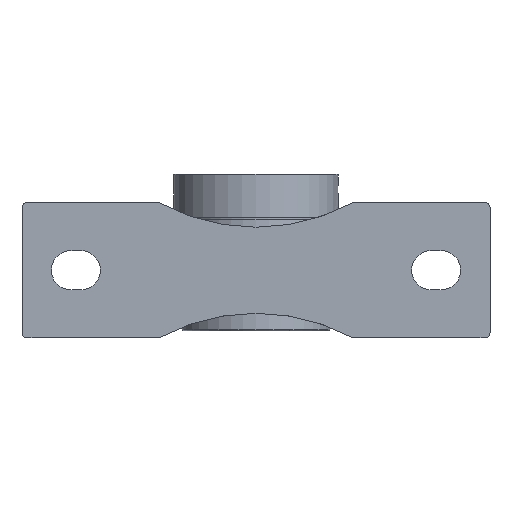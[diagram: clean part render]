
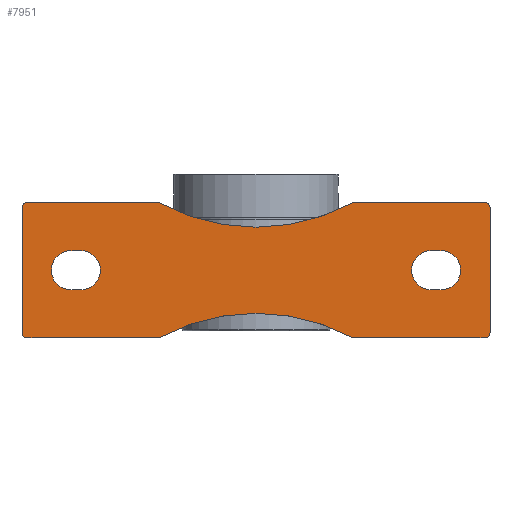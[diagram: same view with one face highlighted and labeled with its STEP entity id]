
A CAD part, front view. The second image highlights one B-rep face of the part: STEP entity #7951.
In plain terms, the highlighted face is planar.
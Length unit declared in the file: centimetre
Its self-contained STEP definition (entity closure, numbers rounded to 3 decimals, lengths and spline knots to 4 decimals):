
#7236=CARTESIAN_POINT('',(-3.196,-11.95,0.));
#7237=VERTEX_POINT('',#7236);
#7244=CARTESIAN_POINT('',(3.196,-11.95,0.));
#7245=VERTEX_POINT('',#7244);
#7246=CARTESIAN_POINT('',(-12345.,-11.95,0.));
#7247=DIRECTION('',(1.,0.,-0.));
#7248=VECTOR('',#7247,24690.);
#7249=LINE('',#7246,#7248);
#7250=EDGE_CURVE('',#7237,#7245,#7249,.T.);
#7267=CARTESIAN_POINT('',(-3.45,-11.696,0.));
#7268=VERTEX_POINT('',#7267);
#7275=CARTESIAN_POINT('',(-3.196,-11.696,0.));
#7276=DIRECTION('',(0.,0.,1.));
#7277=DIRECTION('',(-0.707,-0.707,0.));
#7278=AXIS2_PLACEMENT_3D('',#7275,#7276,#7277);
#7279=CIRCLE('',#7278,0.254);
#7280=EDGE_CURVE('',#7268,#7237,#7279,.T.);
#7303=CARTESIAN_POINT('',(-3.45,-5.0137,0.));
#7304=VERTEX_POINT('',#7303);
#7311=CARTESIAN_POINT('',(-3.45,-12356.95,0.));
#7312=DIRECTION('',(0.,1.,0.));
#7313=VECTOR('',#7312,24690.);
#7314=LINE('',#7311,#7313);
#7315=EDGE_CURVE('',#7268,#7304,#7314,.T.);
#7707=CARTESIAN_POINT('',(-3.45,5.0137,0.));
#7708=VERTEX_POINT('',#7707);
#7715=CARTESIAN_POINT('',(-3.4203,4.8945,0.));
#7716=VERTEX_POINT('',#7715);
#7717=CARTESIAN_POINT('',(-3.196,5.0137,0.));
#7718=DIRECTION('',(0.,0.,1.));
#7719=DIRECTION('',(-0.97,-0.242,0.));
#7720=AXIS2_PLACEMENT_3D('',#7717,#7718,#7719);
#7721=CIRCLE('',#7720,0.254);
#7722=EDGE_CURVE('',#7708,#7716,#7721,.T.);
#7750=CARTESIAN_POINT('',(1.5505,-6.2096,0.));
#7751=DIRECTION('',(0.,0.,1.));
#7752=DIRECTION('',(1.,0.,0.));
#7753=AXIS2_PLACEMENT_3D('',#7750,#7751,#7752);
#7754=PLANE('',#7753);
#7755=ORIENTED_EDGE('',*,*,#7722,.F.);
#7756=CARTESIAN_POINT('',(-3.45,11.696,0.));
#7757=VERTEX_POINT('',#7756);
#7758=CARTESIAN_POINT('',(-3.45,12356.95,0.));
#7759=DIRECTION('',(0.,-1.,0.));
#7760=VECTOR('',#7759,24690.);
#7761=LINE('',#7758,#7760);
#7762=EDGE_CURVE('',#7757,#7708,#7761,.T.);
#7763=ORIENTED_EDGE('',*,*,#7762,.F.);
#7764=CARTESIAN_POINT('',(-3.196,11.95,0.));
#7765=VERTEX_POINT('',#7764);
#7766=CARTESIAN_POINT('',(-3.196,11.696,0.));
#7767=DIRECTION('',(0.,0.,1.));
#7768=DIRECTION('',(-0.707,0.707,0.));
#7769=AXIS2_PLACEMENT_3D('',#7766,#7767,#7768);
#7770=CIRCLE('',#7769,0.254);
#7771=EDGE_CURVE('',#7765,#7757,#7770,.T.);
#7772=ORIENTED_EDGE('',*,*,#7771,.F.);
#7773=CARTESIAN_POINT('',(3.196,11.95,0.));
#7774=VERTEX_POINT('',#7773);
#7775=CARTESIAN_POINT('',(-12345.,11.95,0.));
#7776=DIRECTION('',(1.,0.,-0.));
#7777=VECTOR('',#7776,24690.);
#7778=LINE('',#7775,#7777);
#7779=EDGE_CURVE('',#7765,#7774,#7778,.T.);
#7780=ORIENTED_EDGE('',*,*,#7779,.T.);
#7781=CARTESIAN_POINT('',(3.45,11.696,0.));
#7782=VERTEX_POINT('',#7781);
#7783=CARTESIAN_POINT('',(3.196,11.696,0.));
#7784=DIRECTION('',(0.,-0.,1.));
#7785=DIRECTION('',(0.707,0.707,0.));
#7786=AXIS2_PLACEMENT_3D('',#7783,#7784,#7785);
#7787=CIRCLE('',#7786,0.254);
#7788=EDGE_CURVE('',#7782,#7774,#7787,.T.);
#7789=ORIENTED_EDGE('',*,*,#7788,.F.);
#7790=CARTESIAN_POINT('',(3.45,5.0137,0.));
#7791=VERTEX_POINT('',#7790);
#7792=CARTESIAN_POINT('',(3.45,12356.95,0.));
#7793=DIRECTION('',(0.,-1.,0.));
#7794=VECTOR('',#7793,24690.);
#7795=LINE('',#7792,#7794);
#7796=EDGE_CURVE('',#7782,#7791,#7795,.T.);
#7797=ORIENTED_EDGE('',*,*,#7796,.T.);
#7798=CARTESIAN_POINT('',(3.4203,4.8945,0.));
#7799=VERTEX_POINT('',#7798);
#7800=CARTESIAN_POINT('',(3.196,5.0137,0.));
#7801=DIRECTION('',(0.,0.,1.));
#7802=DIRECTION('',(0.97,-0.242,0.));
#7803=AXIS2_PLACEMENT_3D('',#7800,#7801,#7802);
#7804=CIRCLE('',#7803,0.254);
#7805=EDGE_CURVE('',#7799,#7791,#7804,.T.);
#7806=ORIENTED_EDGE('',*,*,#7805,.F.);
#7807=CARTESIAN_POINT('',(2.2,0.,0.));
#7808=VERTEX_POINT('',#7807);
#7809=CARTESIAN_POINT('',(12.626,0.,0.));
#7810=DIRECTION('',(0.,0.,1.));
#7811=DIRECTION('',(1.,0.,-0.));
#7812=AXIS2_PLACEMENT_3D('',#7809,#7810,#7811);
#7813=CIRCLE('',#7812,10.426);
#7814=EDGE_CURVE('',#7799,#7808,#7813,.T.);
#7815=ORIENTED_EDGE('',*,*,#7814,.T.);
#7816=CARTESIAN_POINT('',(3.4203,-4.8945,0.));
#7817=VERTEX_POINT('',#7816);
#7818=CARTESIAN_POINT('',(12.626,0.,0.));
#7819=DIRECTION('',(0.,0.,1.));
#7820=DIRECTION('',(1.,0.,-0.));
#7821=AXIS2_PLACEMENT_3D('',#7818,#7819,#7820);
#7822=CIRCLE('',#7821,10.426);
#7823=EDGE_CURVE('',#7808,#7817,#7822,.T.);
#7824=ORIENTED_EDGE('',*,*,#7823,.T.);
#7825=CARTESIAN_POINT('',(3.45,-5.0137,0.));
#7826=VERTEX_POINT('',#7825);
#7827=CARTESIAN_POINT('',(3.196,-5.0137,0.));
#7828=DIRECTION('',(0.,-0.,1.));
#7829=DIRECTION('',(0.97,0.242,0.));
#7830=AXIS2_PLACEMENT_3D('',#7827,#7828,#7829);
#7831=CIRCLE('',#7830,0.254);
#7832=EDGE_CURVE('',#7826,#7817,#7831,.T.);
#7833=ORIENTED_EDGE('',*,*,#7832,.F.);
#7834=CARTESIAN_POINT('',(3.45,-11.696,0.));
#7835=VERTEX_POINT('',#7834);
#7836=CARTESIAN_POINT('',(3.45,-12356.95,0.));
#7837=DIRECTION('',(0.,1.,0.));
#7838=VECTOR('',#7837,24690.);
#7839=LINE('',#7836,#7838);
#7840=EDGE_CURVE('',#7835,#7826,#7839,.T.);
#7841=ORIENTED_EDGE('',*,*,#7840,.F.);
#7842=CARTESIAN_POINT('',(3.196,-11.696,0.));
#7843=DIRECTION('',(0.,0.,1.));
#7844=DIRECTION('',(0.707,-0.707,0.));
#7845=AXIS2_PLACEMENT_3D('',#7842,#7843,#7844);
#7846=CIRCLE('',#7845,0.254);
#7847=EDGE_CURVE('',#7245,#7835,#7846,.T.);
#7848=ORIENTED_EDGE('',*,*,#7847,.F.);
#7849=ORIENTED_EDGE('',*,*,#7250,.F.);
#7850=ORIENTED_EDGE('',*,*,#7280,.F.);
#7851=ORIENTED_EDGE('',*,*,#7315,.T.);
#7852=CARTESIAN_POINT('',(-3.4203,-4.8945,0.));
#7853=VERTEX_POINT('',#7852);
#7854=CARTESIAN_POINT('',(-3.196,-5.0137,0.));
#7855=DIRECTION('',(0.,0.,1.));
#7856=DIRECTION('',(-0.97,0.242,0.));
#7857=AXIS2_PLACEMENT_3D('',#7854,#7855,#7856);
#7858=CIRCLE('',#7857,0.254);
#7859=EDGE_CURVE('',#7853,#7304,#7858,.T.);
#7860=ORIENTED_EDGE('',*,*,#7859,.F.);
#7861=CARTESIAN_POINT('',(-2.2,-0.,0.));
#7862=VERTEX_POINT('',#7861);
#7863=CARTESIAN_POINT('',(-12.626,0.,0.));
#7864=DIRECTION('',(0.,0.,-1.));
#7865=DIRECTION('',(-1.,0.,0.));
#7866=AXIS2_PLACEMENT_3D('',#7863,#7864,#7865);
#7867=CIRCLE('',#7866,10.426);
#7868=EDGE_CURVE('',#7862,#7853,#7867,.T.);
#7869=ORIENTED_EDGE('',*,*,#7868,.F.);
#7870=CARTESIAN_POINT('',(-12.626,0.,0.));
#7871=DIRECTION('',(0.,0.,-1.));
#7872=DIRECTION('',(-1.,0.,0.));
#7873=AXIS2_PLACEMENT_3D('',#7870,#7871,#7872);
#7874=CIRCLE('',#7873,10.426);
#7875=EDGE_CURVE('',#7716,#7862,#7874,.T.);
#7876=ORIENTED_EDGE('',*,*,#7875,.F.);
#7877=EDGE_LOOP('',(#7755,#7763,#7772,#7780,#7789,#7797,#7806,#7815,#7824,#7833,#7841,#7848,#7849,#7850,#7851,#7860,#7869,#7876));
#7878=FACE_BOUND('',#7877,.T.);
#7879=CARTESIAN_POINT('',(1.,9.45,0.));
#7880=VERTEX_POINT('',#7879);
#7881=CARTESIAN_POINT('',(-1.,9.45,0.));
#7882=VERTEX_POINT('',#7881);
#7883=CARTESIAN_POINT('',(0.,9.45,0.));
#7884=DIRECTION('',(0.,0.,1.));
#7885=DIRECTION('',(-1.,0.,0.));
#7886=AXIS2_PLACEMENT_3D('',#7883,#7884,#7885);
#7887=CIRCLE('',#7886,1.);
#7888=EDGE_CURVE('',#7880,#7882,#7887,.T.);
#7889=ORIENTED_EDGE('',*,*,#7888,.T.);
#7890=CARTESIAN_POINT('',(-1.,8.95,0.));
#7891=VERTEX_POINT('',#7890);
#7892=CARTESIAN_POINT('',(-1.,12346.4952,0.));
#7893=DIRECTION('',(0.,-1.,0.));
#7894=VECTOR('',#7893,24690.);
#7895=LINE('',#7892,#7894);
#7896=EDGE_CURVE('',#7882,#7891,#7895,.T.);
#7897=ORIENTED_EDGE('',*,*,#7896,.T.);
#7898=CARTESIAN_POINT('',(1.,8.95,0.));
#7899=VERTEX_POINT('',#7898);
#7900=CARTESIAN_POINT('',(-0.,8.95,0.));
#7901=DIRECTION('',(0.,0.,1.));
#7902=DIRECTION('',(1.,0.,-0.));
#7903=AXIS2_PLACEMENT_3D('',#7900,#7901,#7902);
#7904=CIRCLE('',#7903,1.);
#7905=EDGE_CURVE('',#7891,#7899,#7904,.T.);
#7906=ORIENTED_EDGE('',*,*,#7905,.T.);
#7907=CARTESIAN_POINT('',(1.,-12343.5048,0.));
#7908=DIRECTION('',(0.,1.,-0.));
#7909=VECTOR('',#7908,24690.);
#7910=LINE('',#7907,#7909);
#7911=EDGE_CURVE('',#7899,#7880,#7910,.T.);
#7912=ORIENTED_EDGE('',*,*,#7911,.T.);
#7913=EDGE_LOOP('',(#7889,#7897,#7906,#7912));
#7914=FACE_BOUND('',#7913,.T.);
#7915=CARTESIAN_POINT('',(1.,-8.95,0.));
#7916=VERTEX_POINT('',#7915);
#7917=CARTESIAN_POINT('',(-1.,-8.95,0.));
#7918=VERTEX_POINT('',#7917);
#7919=CARTESIAN_POINT('',(-0.,-8.95,0.));
#7920=DIRECTION('',(0.,0.,1.));
#7921=DIRECTION('',(1.,0.,-0.));
#7922=AXIS2_PLACEMENT_3D('',#7919,#7920,#7921);
#7923=CIRCLE('',#7922,1.);
#7924=EDGE_CURVE('',#7916,#7918,#7923,.T.);
#7925=ORIENTED_EDGE('',*,*,#7924,.T.);
#7926=CARTESIAN_POINT('',(-1.,-9.45,0.));
#7927=VERTEX_POINT('',#7926);
#7928=CARTESIAN_POINT('',(-1.,12337.2952,0.));
#7929=DIRECTION('',(-0.,-1.,0.));
#7930=VECTOR('',#7929,24690.);
#7931=LINE('',#7928,#7930);
#7932=EDGE_CURVE('',#7918,#7927,#7931,.T.);
#7933=ORIENTED_EDGE('',*,*,#7932,.T.);
#7934=CARTESIAN_POINT('',(1.,-9.45,0.));
#7935=VERTEX_POINT('',#7934);
#7936=CARTESIAN_POINT('',(0.,-9.45,0.));
#7937=DIRECTION('',(0.,0.,1.));
#7938=DIRECTION('',(-1.,0.,0.));
#7939=AXIS2_PLACEMENT_3D('',#7936,#7937,#7938);
#7940=CIRCLE('',#7939,1.);
#7941=EDGE_CURVE('',#7927,#7935,#7940,.T.);
#7942=ORIENTED_EDGE('',*,*,#7941,.T.);
#7943=CARTESIAN_POINT('',(1.,-12352.7048,0.));
#7944=DIRECTION('',(-0.,1.,0.));
#7945=VECTOR('',#7944,24690.);
#7946=LINE('',#7943,#7945);
#7947=EDGE_CURVE('',#7935,#7916,#7946,.T.);
#7948=ORIENTED_EDGE('',*,*,#7947,.T.);
#7949=EDGE_LOOP('',(#7925,#7933,#7942,#7948));
#7950=FACE_BOUND('',#7949,.T.);
#7951=ADVANCED_FACE('',(#7878,#7914,#7950),#7754,.F.);
